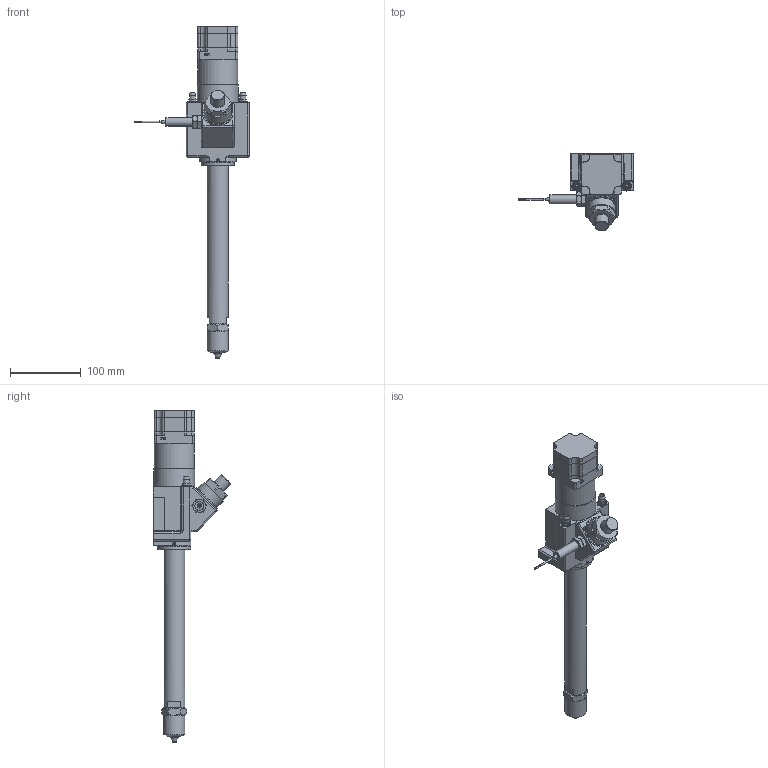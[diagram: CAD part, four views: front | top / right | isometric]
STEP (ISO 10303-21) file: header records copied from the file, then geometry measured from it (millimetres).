
FILE_DESCRIPTION( ( '' ), ' ' );
FILE_NAME( '5ebb033e48a9c212bc66f286.step', '2020-05-12T20:12:46', ( '' ), ( '' ), ' ', ' ', ' ' );
FILE_SCHEMA( ( 'AUTOMOTIVE_DESIGN { 1 0 10303 214 1 1 1 1 }' ) );
Length unit declared in the file: metre
Products named in the file (1): Step3D
Bounding box: 161.5 x 109.1 x 468.17 mm (x, y, z)
Volume: 884597.7 mm3; surface area: 101549.8 mm2
Topology: 1 solids, 17 shells, 652 faces, 1606 edges, 992 vertices
Faces by surface type: plane 240, cylinder 204, cone 118, torus 45, bspline 35, sphere 10
Full cylindrical faces by diameter (mm): 1 x3, 2.5 x6, 3 x1, 3.3 x12, 3.4 x2, 4 x2, 5 x8, 5.5 x2, 6.14 x3, 7 x2, 8 x2, 8.2 x2, 11.3 x2, 12.5 x2, 13.3 x2, 15.2 x1, 19.05 x1, 22.5 x1, 30 x2, 34.5 x2, 38.1 x1, 42.1 x1, 46 x1, 56.4 x1, 57.4 x1
Entity records: 33639 total; most frequent: CARTESIAN_POINT 14495, DIRECTION 2809, ORIENTED_EDGE 2794, EDGE_CURVE 1397, AXIS2_PLACEMENT_3D 1137, VERTEX_POINT 942, EDGE_LOOP 819, FACE_OUTER_BOUND 732
